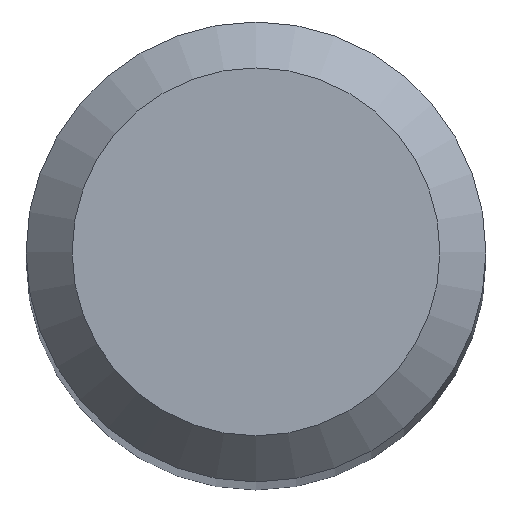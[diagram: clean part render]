
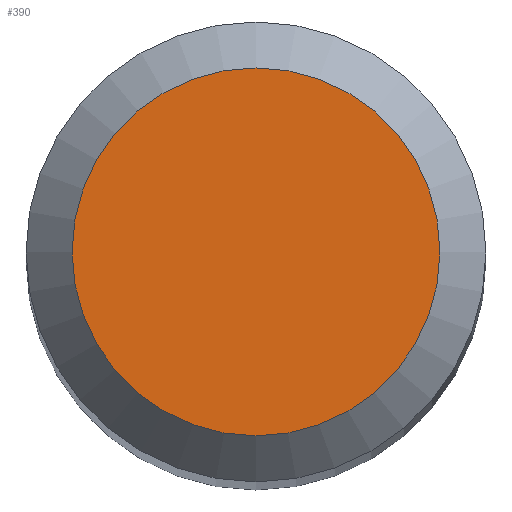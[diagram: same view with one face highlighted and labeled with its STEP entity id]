
A CAD part, top view. The second image highlights one B-rep face of the part: STEP entity #390.
In plain terms, the highlighted planar face has unit normal (0, 0, 1).
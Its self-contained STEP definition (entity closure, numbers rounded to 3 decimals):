
#37 = CARTESIAN_POINT ( 'NONE',  ( 0., 0., 38. ) ) ;
#42 = DIRECTION ( 'NONE',  ( 1., 0., 0. ) ) ;
#174 = CIRCLE ( 'NONE', #221, 1.2 ) ;
#184 = VERTEX_POINT ( 'NONE', #280 ) ;
#212 = EDGE_CURVE ( 'NONE', #184, #184, #174, .T. ) ;
#221 = AXIS2_PLACEMENT_3D ( 'NONE', #37, #282, #42 ) ;
#235 = EDGE_LOOP ( 'NONE', ( #241 ) ) ;
#241 = ORIENTED_EDGE ( 'NONE', *, *, #212, .T. ) ;
#276 = AXIS2_PLACEMENT_3D ( 'NONE', #308, #368, #365 ) ;
#280 = CARTESIAN_POINT ( 'NONE',  ( 1.2, 0., 38. ) ) ;
#282 = DIRECTION ( 'NONE',  ( 0., 0., 1. ) ) ;
#296 = FACE_OUTER_BOUND ( 'NONE', #235, .T. ) ;
#306 = PLANE ( 'NONE',  #276 ) ;
#308 = CARTESIAN_POINT ( 'NONE',  ( 0., 1.2, 38. ) ) ;
#365 = DIRECTION ( 'NONE',  ( -1., 0., 0. ) ) ;
#368 = DIRECTION ( 'NONE',  ( 0., 0., -1. ) ) ;
#390 = ADVANCED_FACE ( 'NONE', ( #296 ), #306, .F. ) ;
